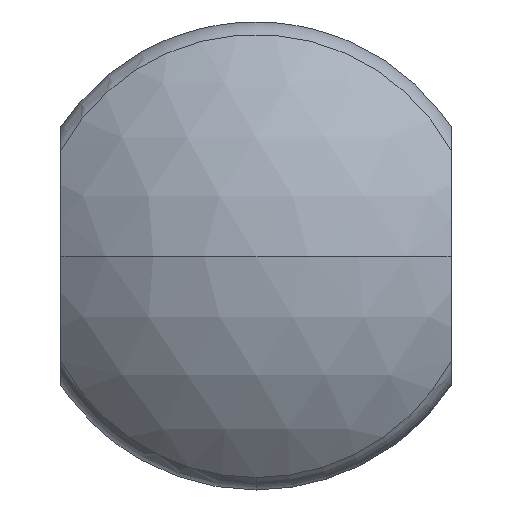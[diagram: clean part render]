
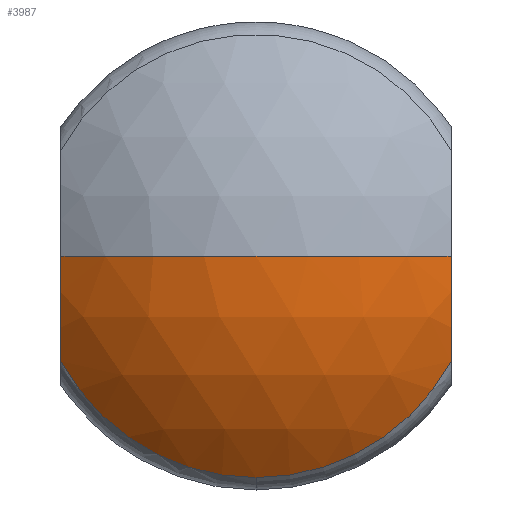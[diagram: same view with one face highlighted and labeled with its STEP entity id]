
A CAD part, front view. The second image highlights one B-rep face of the part: STEP entity #3987.
In plain terms, the highlighted spherical face has radius 25 mm.
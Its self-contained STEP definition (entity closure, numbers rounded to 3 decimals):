
#217 = DIRECTION ( 'NONE',  ( 0., -1., 0. ) ) ;
#265 = CARTESIAN_POINT ( 'NONE',  ( 15., -85., 0. ) ) ;
#323 = EDGE_CURVE ( 'Defeature ausgef�hrt1_5+Defeature ausgef�hrt1_1+Defeature ausgef�hrt1_0+Defeature ausgef�hrt1_4', #553, #584, #1327, .T. ) ;
#408 = CARTESIAN_POINT ( 'NONE',  ( 15., -105., 0. ) ) ;
#553 = VERTEX_POINT ( 'NONE', #408 ) ;
#584 = VERTEX_POINT ( 'NONE', #1802 ) ;
#623 = CARTESIAN_POINT ( 'NONE',  ( 0., -85., 0. ) ) ;
#651 = CARTESIAN_POINT ( 'NONE',  ( 0., -103.288, 0. ) ) ;
#681 = ORIENTED_EDGE ( 'NONE', *, *, #323, .F. ) ;
#767 = CIRCLE ( 'NONE', #1777, 20. ) ;
#769 = DIRECTION ( 'NONE',  ( -1., 0., 0. ) ) ;
#794 = ORIENTED_EDGE ( 'NONE', *, *, #2625, .F. ) ;
#810 = CARTESIAN_POINT ( 'NONE',  ( 0., -103.288, -17.045 ) ) ;
#854 = DIRECTION ( 'NONE',  ( 0., 0., -1. ) ) ;
#876 = DIRECTION ( 'NONE',  ( -1., 0., 0. ) ) ;
#906 = DIRECTION ( 'NONE',  ( 0., 0., -1. ) ) ;
#913 = DIRECTION ( 'NONE',  ( 0., 0., 1. ) ) ;
#990 = DIRECTION ( 'NONE',  ( 1., 0., 0. ) ) ;
#1079 = EDGE_CURVE ( 'Defeature ausgef�hrt1_1+Defeature ausgef�hrt1_4+Defeature ausgef�hrt1_6+Defeature ausgef�hrt1_5', #3496, #584, #1134, .T. ) ;
#1111 = CARTESIAN_POINT ( 'NONE',  ( 0., -103.288, 0. ) ) ;
#1134 = CIRCLE ( 'NONE', #1559, 17.045 ) ;
#1216 = CARTESIAN_POINT ( 'NONE',  ( -15., -85., 0. ) ) ;
#1327 = CIRCLE ( 'NONE', #3718, 20. ) ;
#1370 = CARTESIAN_POINT ( 'NONE',  ( 0., -85., 0. ) ) ;
#1522 = DIRECTION ( 'NONE',  ( 0., 0., -1. ) ) ;
#1559 = AXIS2_PLACEMENT_3D ( 'NONE', #1111, #217, #854 ) ;
#1666 = CARTESIAN_POINT ( 'NONE',  ( -15., -105., 0. ) ) ;
#1742 = EDGE_CURVE ( 'Defeature ausgef�hrt1_1+Defeature ausgef�hrt1_4+Defeature ausgef�hrt1_6+Defeature ausgef�hrt1_5', #2225, #3496, #3787, .T. ) ;
#1768 = CIRCLE ( 'NONE', #2475, 25. ) ;
#1777 = AXIS2_PLACEMENT_3D ( 'NONE', #1216, #876, #1522 ) ;
#1799 = CARTESIAN_POINT ( 'NONE',  ( 0., -110., 0. ) ) ;
#1802 = CARTESIAN_POINT ( 'NONE',  ( 15., -103.288, -8.096 ) ) ;
#1865 = DIRECTION ( 'NONE',  ( 0., 0., -1. ) ) ;
#1976 = VERTEX_POINT ( 'NONE', #1799 ) ;
#2075 = EDGE_CURVE ( 'NONE', #553, #1976, #2829, .T. ) ;
#2214 = CARTESIAN_POINT ( 'NONE',  ( -15., -103.288, -8.096 ) ) ;
#2225 = VERTEX_POINT ( 'NONE', #2214 ) ;
#2447 = ORIENTED_EDGE ( 'NONE', *, *, #1079, .T. ) ;
#2475 = AXIS2_PLACEMENT_3D ( 'NONE', #2517, #2883, #990 ) ;
#2517 = CARTESIAN_POINT ( 'NONE',  ( 0., -85., 0. ) ) ;
#2587 = AXIS2_PLACEMENT_3D ( 'NONE', #1370, #3218, #769 ) ;
#2625 = EDGE_CURVE ( 'Defeature ausgef�hrt1_6+Defeature ausgef�hrt1_1+Defeature ausgef�hrt1_4+Defeature ausgef�hrt1_0', #2225, #3334, #767, .T. ) ;
#2691 = AXIS2_PLACEMENT_3D ( 'NONE', #623, #906, #3056 ) ;
#2737 = DIRECTION ( 'NONE',  ( 1., 0., 0. ) ) ;
#2770 = EDGE_CURVE ( 'NONE', #3334, #1976, #1768, .T. ) ;
#2829 = CIRCLE ( 'NONE', #2691, 25. ) ;
#2883 = DIRECTION ( 'NONE',  ( 0., 0., 1. ) ) ;
#2934 = ORIENTED_EDGE ( 'NONE', *, *, #1742, .T. ) ;
#2937 = ORIENTED_EDGE ( 'NONE', *, *, #2770, .F. ) ;
#2957 = ORIENTED_EDGE ( 'NONE', *, *, #2075, .T. ) ;
#3056 = DIRECTION ( 'NONE',  ( -1., 0., 0. ) ) ;
#3172 = FACE_OUTER_BOUND ( 'NONE', #3492, .T. ) ;
#3218 = DIRECTION ( 'NONE',  ( 0., 0., -1. ) ) ;
#3241 = AXIS2_PLACEMENT_3D ( 'NONE', #651, #3717, #1865 ) ;
#3334 = VERTEX_POINT ( 'NONE', #1666 ) ;
#3492 = EDGE_LOOP ( 'NONE', ( #681, #2957, #2937, #794, #2934, #2447 ) ) ;
#3496 = VERTEX_POINT ( 'NONE', #810 ) ;
#3624 = SPHERICAL_SURFACE ( 'NONE', #2587, 25. ) ;
#3717 = DIRECTION ( 'NONE',  ( 0., -1., 0. ) ) ;
#3718 = AXIS2_PLACEMENT_3D ( 'NONE', #265, #2737, #913 ) ;
#3787 = CIRCLE ( 'NONE', #3241, 17.045 ) ;
#3987 = ADVANCED_FACE ( 'Defeature ausgef�hrt1_1', ( #3172 ), #3624, .T. ) ;
